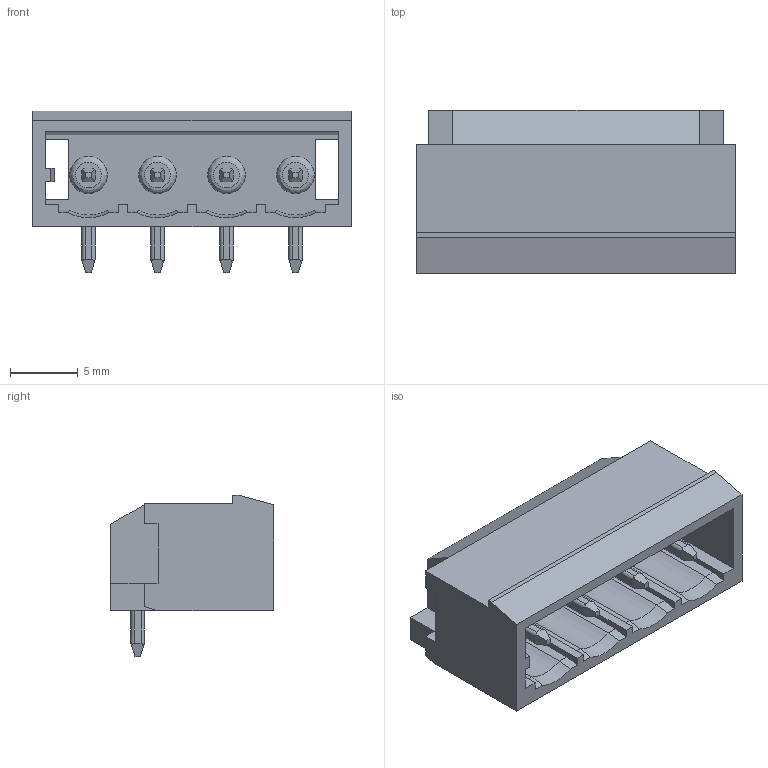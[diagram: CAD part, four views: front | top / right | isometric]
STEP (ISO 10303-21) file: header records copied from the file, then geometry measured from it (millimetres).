
FILE_DESCRIPTION (( 'STEP AP214' ), '1' );
FILE_NAME ('ME730-50804-20230321.STEP', '2023-03-23T01:17:25', ( 'RD08' ), ( '' ), 'SwSTEP 2.0', 'SolidWorks 2016', '' );
FILE_SCHEMA (( 'AUTOMOTIVE_DESIGN' ));
Length unit declared in the file: millimetre
Products named in the file (1): ME730-50804-20230321
Bounding box: 23.44 x 12 x 11.9 mm (x, y, z)
Volume: 1125.3 mm3; surface area: 1739.9 mm2
Topology: 1 solids, 1 shells, 188 faces, 519 edges, 342 vertices
Faces by surface type: plane 140, cylinder 40, cone 4, bspline 4
Full cylindrical faces by diameter (mm): 2.76 x4
Entity records: 5977 total; most frequent: CARTESIAN_POINT 1382, ORIENTED_EDGE 1014, DIRECTION 853, EDGE_CURVE 507, LINE 379, VECTOR 379, VERTEX_POINT 338, AXIS2_PLACEMENT_3D 237
